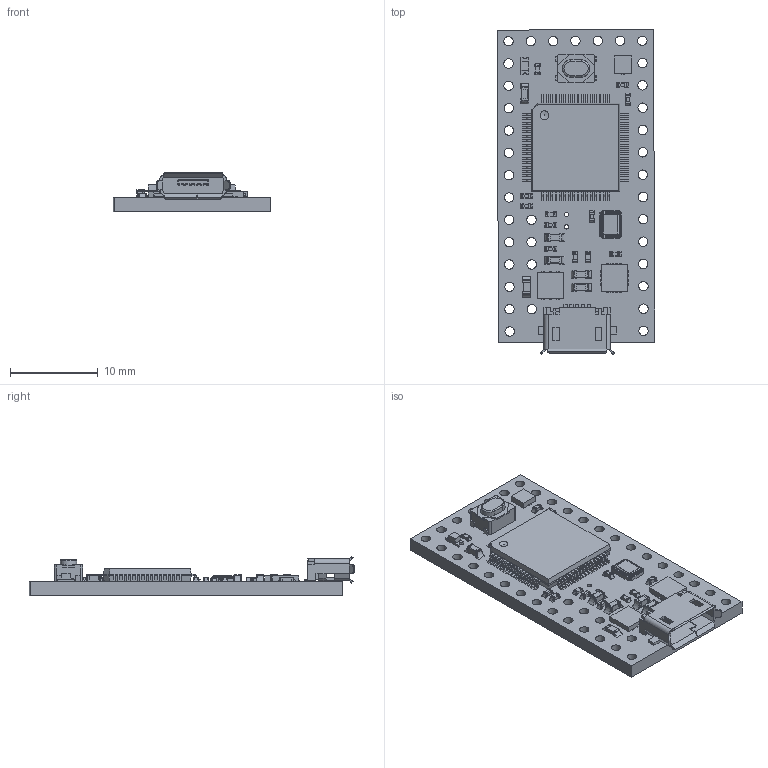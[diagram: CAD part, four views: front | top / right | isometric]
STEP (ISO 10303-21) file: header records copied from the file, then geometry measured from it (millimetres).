
FILE_DESCRIPTION(/* description */ (''),/* implementation_level */ '2;1');
FILE_NAME(/* name */ 'bb01f1d9-3606-4f38-916a-e7568685d23a.stp',/* time_stamp */ '2016-09-30T12:23:12+00:00',/* author */ (''),/* organization */ (''),/* preprocessor_version */ 'ST-DEVELOPER v16.5',/* originating_system */ 'Autodesk Translation Framework v5.1.0.2740',/* authorisation */ '');
FILE_SCHEMA (('AUTOMOTIVE_DESIGN { 1 0 10303 214 3 1 1 }'));
Length unit declared in the file: centimetre
Products named in the file (34): Teensy_3_1 v13; board; micro_usb (1); micro_usb_plastic (1); micro_usb_shell (1); #39052; qfp16 v2; Component21; lead; tqfp64 v1; package (1); lead (3); qfp16 v2 (1); package; lead (1); wson-6 v3; Component28; lead (2); cap0402 v2 (1); smt_led_0805 v2; crystal_dfn4 v8; Component38; Component39; Component40; Component41; cap0603_03 v3; diode_0402 v1; cap0402 v2; smt_tactile_button_2 v2; Component43; Component44; Component45; Component46; resistor_0603 v3
Assembly tree (113 placements, depth 3):
  Teensy_3_1 v13
    board
    micro_usb (1)
      #39052  x5
      micro_usb_plastic (1)
      micro_usb_shell (1)
    qfp16 v2
      Component21
      lead
    tqfp64 v1
      package (1)
      lead (3)  x64
    qfp16 v2 (1)
      package
      lead (1)
    cap0402 v2  x6
    wson-6 v3
      Component28
      lead (2)
    diode_0402 v1  x4
    cap0603_03 v3  x5
    cap0402 v2 (1)  x2
    smt_led_0805 v2
    crystal_dfn4 v8
      Component38
      Component39
      Component40
      Component41
    smt_tactile_button_2 v2
      Component43
      Component44
      Component45
      Component46
    resistor_0603 v3
Bounding box: 17.93 x 36.98 x 4.49 mm (x, y, z)
Volume: 1188 mm3; surface area: 2579 mm2
Topology: 176 solids, 176 shells, 3249 faces, 7805 edges, 4877 vertices
Faces by surface type: plane 1721, cylinder 1046, bspline 261, sphere 212, torus 6, cone 3
Full cylindrical faces by diameter (mm): 0.5 x2, 1.065 x37
Entity records: 39134 total; most frequent: CARTESIAN_POINT 10626, DIRECTION 5740, ORIENTED_EDGE 5546, EDGE_CURVE 2773, LINE 1990, VECTOR 1990, AXIS2_PLACEMENT_3D 1875, VERTEX_POINT 1779
